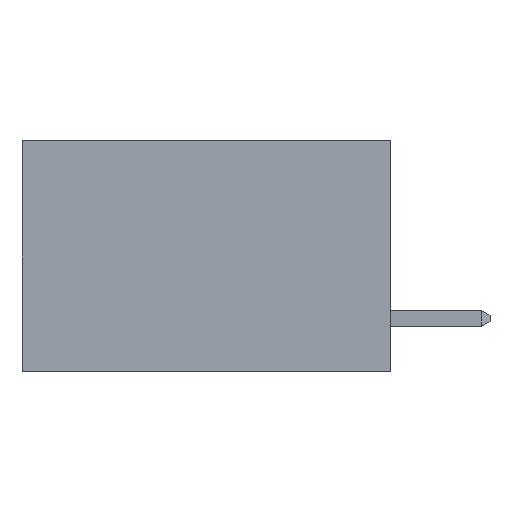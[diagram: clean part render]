
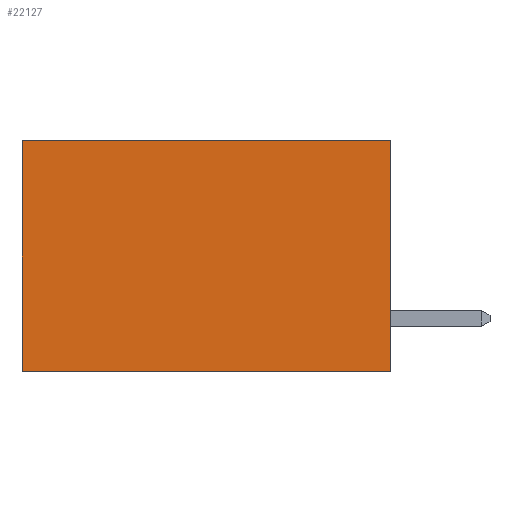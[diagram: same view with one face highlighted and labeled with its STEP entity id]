
A CAD part, left-side view. The second image highlights one B-rep face of the part: STEP entity #22127.
In plain terms, the highlighted planar face has unit normal (-1, 0, 0).
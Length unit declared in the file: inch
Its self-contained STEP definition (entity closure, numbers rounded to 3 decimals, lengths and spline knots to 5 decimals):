
#1219 = CARTESIAN_POINT ( 'NONE',  ( 0.277, 0.59, -0.37 ) ) ;
#1325 = ORIENTED_EDGE ( 'NONE', *, *, #13635, .T. ) ;
#1530 = LINE ( 'NONE', #11608, #21722 ) ;
#2079 = LINE ( 'NONE', #20922, #21471 ) ;
#2226 = EDGE_CURVE ( 'NONE', #4949, #19877, #1530, .T. ) ;
#4949 = VERTEX_POINT ( 'NONE', #30458 ) ;
#5149 = AXIS2_PLACEMENT_3D ( 'NONE', #22126, #27177, #12144 ) ;
#8515 = VECTOR ( 'NONE', #18600, 39.37008 ) ;
#9645 = EDGE_CURVE ( 'NONE', #19877, #18386, #2079, .T. ) ;
#9896 = ORIENTED_EDGE ( 'NONE', *, *, #2226, .F. ) ;
#10719 = FACE_OUTER_BOUND ( 'NONE', #23261, .T. ) ;
#11608 = CARTESIAN_POINT ( 'NONE',  ( 0.277, 0., -0.37 ) ) ;
#11715 = DIRECTION ( 'NONE',  ( 0., 0., -1. ) ) ;
#11815 = CARTESIAN_POINT ( 'NONE',  ( 0.277, 0.59, 0. ) ) ;
#12144 = DIRECTION ( 'NONE',  ( 0., 0., -1. ) ) ;
#13635 = EDGE_CURVE ( 'NONE', #4949, #22099, #14419, .T. ) ;
#14419 = LINE ( 'NONE', #31029, #8515 ) ;
#14555 = PLANE ( 'NONE',  #5149 ) ;
#17158 = ORIENTED_EDGE ( 'NONE', *, *, #9645, .F. ) ;
#18386 = VERTEX_POINT ( 'NONE', #32126 ) ;
#18600 = DIRECTION ( 'NONE',  ( 0., 1., 0. ) ) ;
#19877 = VERTEX_POINT ( 'NONE', #24872 ) ;
#20922 = CARTESIAN_POINT ( 'NONE',  ( 0.277, 0., -0.37 ) ) ;
#21044 = EDGE_CURVE ( 'NONE', #22099, #18386, #32261, .T. ) ;
#21471 = VECTOR ( 'NONE', #23485, 39.37008 ) ;
#21722 = VECTOR ( 'NONE', #11715, 39.37008 ) ;
#22099 = VERTEX_POINT ( 'NONE', #11815 ) ;
#22126 = CARTESIAN_POINT ( 'NONE',  ( 0.277, 0., -0.37 ) ) ;
#22127 = ADVANCED_FACE ( 'NONE', ( #10719 ), #14555, .F. ) ;
#23261 = EDGE_LOOP ( 'NONE', ( #30765, #17158, #9896, #1325 ) ) ;
#23485 = DIRECTION ( 'NONE',  ( 0., 1., 0. ) ) ;
#24872 = CARTESIAN_POINT ( 'NONE',  ( 0.277, 0., -0.37 ) ) ;
#26524 = DIRECTION ( 'NONE',  ( 0., 0., -1. ) ) ;
#27177 = DIRECTION ( 'NONE',  ( 1., 0., 0. ) ) ;
#30458 = CARTESIAN_POINT ( 'NONE',  ( 0.277, 0., 0. ) ) ;
#30765 = ORIENTED_EDGE ( 'NONE', *, *, #21044, .T. ) ;
#31029 = CARTESIAN_POINT ( 'NONE',  ( 0.277, 0., 0. ) ) ;
#31472 = VECTOR ( 'NONE', #26524, 39.37008 ) ;
#32126 = CARTESIAN_POINT ( 'NONE',  ( 0.277, 0.59, -0.37 ) ) ;
#32261 = LINE ( 'NONE', #1219, #31472 ) ;
